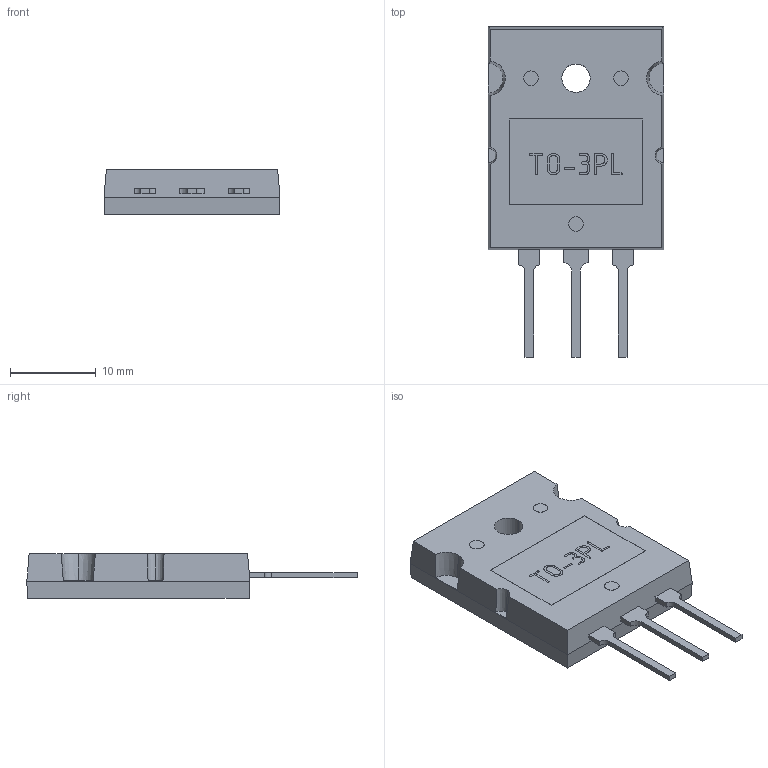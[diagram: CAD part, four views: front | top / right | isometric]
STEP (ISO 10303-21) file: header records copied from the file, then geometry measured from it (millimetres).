
FILE_DESCRIPTION (( 'STEP AP214' ), '1' );
FILE_NAME ('50256CAC-955E-43EC-8111-40831E90099E.STEP', '2023-04-20T03:14:21', ( '' ), ( '' ), 'SwSTEP 2.0', 'SolidWorks 2022', '' );
FILE_SCHEMA (( 'AUTOMOTIVE_DESIGN' ));
Length unit declared in the file: millimetre
Products named in the file (1): 50256CAC-955E-43EC-8111-40831E90099E
Bounding box: 20.5 x 38.5 x 5.2 mm (x, y, z)
Volume: 2659.6 mm3; surface area: 1717.4 mm2
Topology: 1 solids, 1 shells, 174 faces, 455 edges, 302 vertices
Faces by surface type: plane 97, bspline 44, cylinder 23, cone 10
Entity records: 9193 total; most frequent: CARTESIAN_POINT 3208, ORIENTED_EDGE 910, DIRECTION 687, EDGE_CURVE 455, VERTEX_POINT 302, LINE 293, VECTOR 293, AXIS2_PLACEMENT_3D 197
